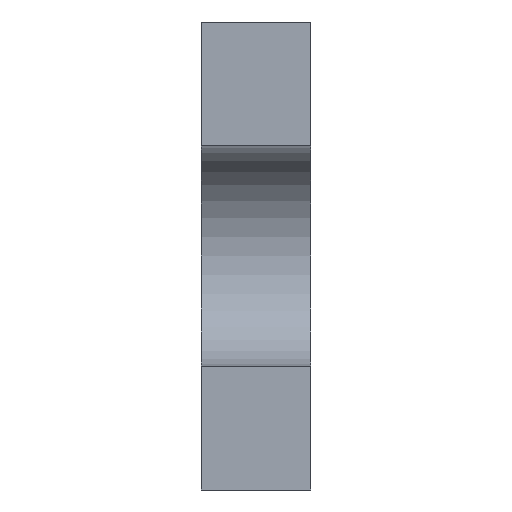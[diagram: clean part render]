
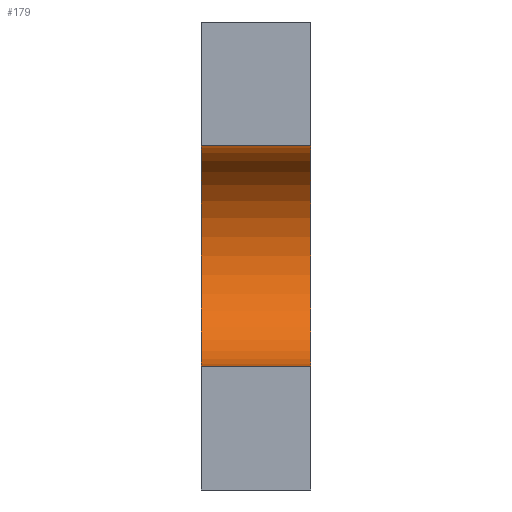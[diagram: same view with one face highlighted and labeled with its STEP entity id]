
A CAD part, front view. The second image highlights one B-rep face of the part: STEP entity #179.
In plain terms, the highlighted cylindrical face has radius 5.08 mm (diameter 10.16 mm), a partial arc.
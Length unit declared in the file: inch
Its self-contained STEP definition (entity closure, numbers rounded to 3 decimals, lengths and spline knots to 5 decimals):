
#22 = EDGE_CURVE ( 'NONE', #242, #634, #712, .T. ) ;
#42 = CARTESIAN_POINT ( 'NONE',  ( 0.1997, -1.775, 0. ) ) ;
#95 = LINE ( 'NONE', #743, #551 ) ;
#101 = CIRCLE ( 'NONE', #582, 0.2 ) ;
#122 = CYLINDRICAL_SURFACE ( 'NONE', #435, 0.2 ) ;
#127 = VECTOR ( 'NONE', #266, 39.37008 ) ;
#179 = ADVANCED_FACE ( 'NONE', ( #822 ), #122, .F. ) ;
#187 = DIRECTION ( 'NONE',  ( 0., 0., 1. ) ) ;
#219 = CIRCLE ( 'NONE', #701, 0.2 ) ;
#228 = VERTEX_POINT ( 'NONE', #444 ) ;
#242 = VERTEX_POINT ( 'NONE', #365 ) ;
#266 = DIRECTION ( 'NONE',  ( 1., 0., 0. ) ) ;
#283 = VERTEX_POINT ( 'NONE', #552 ) ;
#319 = EDGE_CURVE ( 'NONE', #228, #283, #95, .T. ) ;
#334 = DIRECTION ( 'NONE',  ( 0., 0., -1. ) ) ;
#350 = ORIENTED_EDGE ( 'NONE', *, *, #399, .F. ) ;
#365 = CARTESIAN_POINT ( 'NONE',  ( 0., -1.775, -0.2 ) ) ;
#399 = EDGE_CURVE ( 'NONE', #242, #228, #101, .T. ) ;
#419 = DIRECTION ( 'NONE',  ( 1., 0., 0. ) ) ;
#435 = AXIS2_PLACEMENT_3D ( 'NONE', #695, #818, #440 ) ;
#440 = DIRECTION ( 'NONE',  ( 0., 0., -1. ) ) ;
#444 = CARTESIAN_POINT ( 'NONE',  ( 0., -1.775, 0.2 ) ) ;
#481 = ORIENTED_EDGE ( 'NONE', *, *, #730, .F. ) ;
#551 = VECTOR ( 'NONE', #419, 39.37008 ) ;
#552 = CARTESIAN_POINT ( 'NONE',  ( 0.1997, -1.775, 0.2 ) ) ;
#561 = DIRECTION ( 'NONE',  ( -1., 0., 0. ) ) ;
#582 = AXIS2_PLACEMENT_3D ( 'NONE', #656, #643, #334 ) ;
#584 = CARTESIAN_POINT ( 'NONE',  ( -0.95033, -1.775, -0.2 ) ) ;
#634 = VERTEX_POINT ( 'NONE', #739 ) ;
#643 = DIRECTION ( 'NONE',  ( 1., 0., 0. ) ) ;
#656 = CARTESIAN_POINT ( 'NONE',  ( 0., -1.775, 0. ) ) ;
#674 = ORIENTED_EDGE ( 'NONE', *, *, #319, .F. ) ;
#695 = CARTESIAN_POINT ( 'NONE',  ( -0.95033, -1.775, 0. ) ) ;
#701 = AXIS2_PLACEMENT_3D ( 'NONE', #42, #561, #187 ) ;
#712 = LINE ( 'NONE', #584, #127 ) ;
#730 = EDGE_CURVE ( 'NONE', #283, #634, #219, .T. ) ;
#739 = CARTESIAN_POINT ( 'NONE',  ( 0.1997, -1.775, -0.2 ) ) ;
#743 = CARTESIAN_POINT ( 'NONE',  ( -0.95033, -1.775, 0.2 ) ) ;
#747 = ORIENTED_EDGE ( 'NONE', *, *, #22, .T. ) ;
#815 = EDGE_LOOP ( 'NONE', ( #350, #747, #481, #674 ) ) ;
#818 = DIRECTION ( 'NONE',  ( 1., 0., 0. ) ) ;
#822 = FACE_OUTER_BOUND ( 'NONE', #815, .T. ) ;
